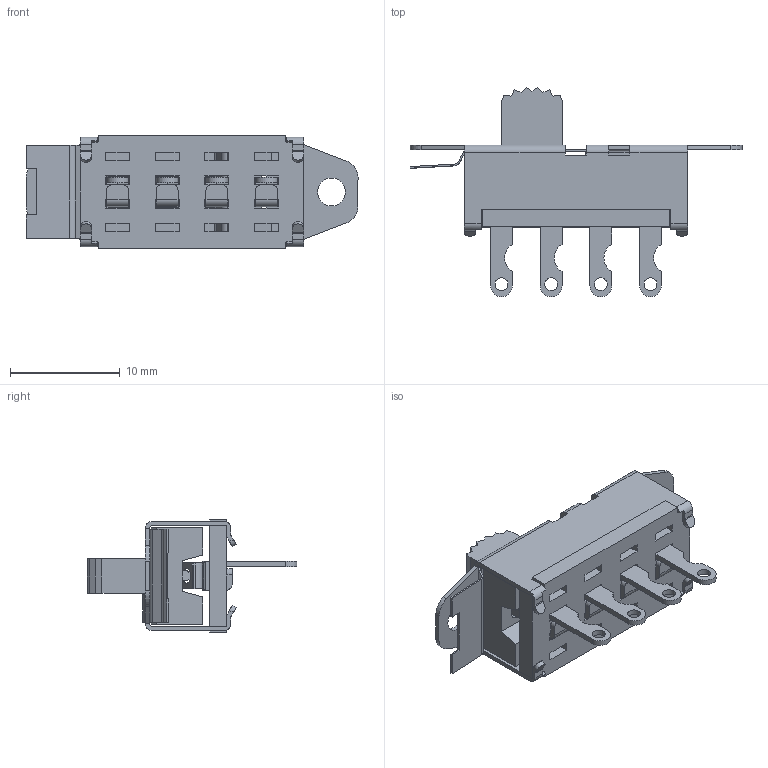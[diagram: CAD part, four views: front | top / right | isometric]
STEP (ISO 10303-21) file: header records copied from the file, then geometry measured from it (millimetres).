
FILE_DESCRIPTION(/* description */ (''),/* implementation_level */ '2;1');
FILE_NAME(/* name */ 'G-127L-0000_3D Model.stp',/* time_stamp */ '2023-10-02T09:38:15-04:00',/* author */ ('dwiltbank'),/* organization */ (''),/* preprocessor_version */ 'ST-DEVELOPER v19.2',/* originating_system */ 'Autodesk Inventor 2024',/* authorisation */ '');
FILE_SCHEMA (('AUTOMOTIVE_DESIGN { 1 0 10303 214 3 1 1 }'));
Length unit declared in the file: inch
Products named in the file (1): G-127L-0000_Shrinkwrap_1
Bounding box: 30.23 x 19.07 x 10.31 mm (x, y, z)
Volume: 1002.2 mm3; surface area: 2565.9 mm2
Topology: 1 solids, 1 shells, 484 faces, 1515 edges, 984 vertices
Faces by surface type: plane 348, cylinder 136
Full cylindrical faces by diameter (mm): 1.168 x4, 1.6 x2, 2.54 x2
Entity records: 17429 total; most frequent: ORIENTED_EDGE 3030, CARTESIAN_POINT 3004, DIRECTION 2759, EDGE_CURVE 1515, LINE 1233, VECTOR 1233, VERTEX_POINT 984, AXIS2_PLACEMENT_3D 763
